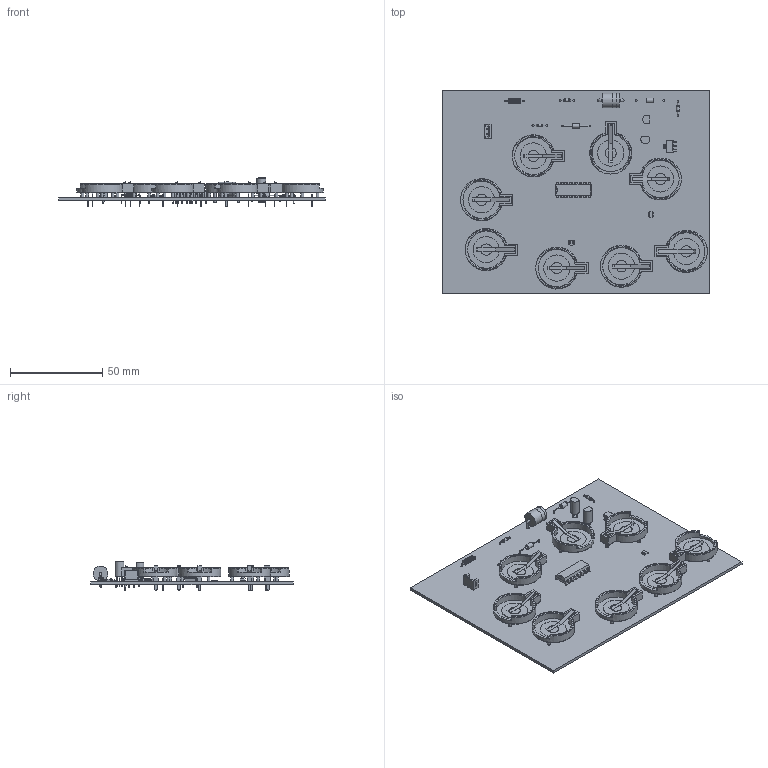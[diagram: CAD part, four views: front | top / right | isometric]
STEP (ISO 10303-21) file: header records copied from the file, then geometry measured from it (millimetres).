
FILE_DESCRIPTION(('KiCad electronic assembly'),'2;1');
FILE_NAME('step file.step','2024-07-13T13:10:11',('Pcbnew'),('Kicad'), 'Open CASCADE STEP processor 7.8','KiCad to STEP converter','Unknown' );
FILE_SCHEMA(('AUTOMOTIVE_DESIGN { 1 0 10303 214 1 1 1 1 }'));
Length unit declared in the file: millimetre
Products named in the file (26): step file 1; BatteryHolder_Keystone_103_1x20mm; Keystone_103; L_Axial_L6.6mm_D2.7mm_P10.16mm_Horizontal_Vishay_IM-2; R_Axial_DIN0204_L3.6mm_D1.6mm_P7.62mm_Horizontal; R_Axial_DIN0204_L36mm_D16mm_P762mm_Horizontal; SOT-23-6; SOT_23_6; TSOT-23-5; TSOT_23_5; C_Axial_L3.8mm_D2.6mm_P15.00mm_Horizontal; C_Axial_L38mm_D26mm_P1500mm_Horizontal; JST_EH_B2B-EH-A_1x02_P2.50mm_Vertical; JST_B2B_EH_A; TO-92L; TO-92L_Narrow; SOT-223; SOT_223; D_5KPW_P12.70mm_Horizontal; TO-92L_Inline; TO-92L_Inline_Narrow; DIP-16_W7.62mm; new design_PCB
Assembly tree (35 placements, depth 3):
  step file 1
    BatteryHolder_Keystone_103_1x20mm  x8
      Keystone_103
    L_Axial_L6.6mm_D2.7mm_P10.16mm_Horizontal_Vishay_IM-2
      L_Axial_L6.6mm_D2.7mm_P10.16mm_Horizontal_Vishay_IM-2
    R_Axial_DIN0204_L3.6mm_D1.6mm_P7.62mm_Horizontal  x3
      R_Axial_DIN0204_L36mm_D16mm_P762mm_Horizontal
    SOT-23-6
      SOT_23_6
    TSOT-23-5
      TSOT_23_5
    C_Axial_L3.8mm_D2.6mm_P15.00mm_Horizontal  x2
      C_Axial_L38mm_D26mm_P1500mm_Horizontal
    JST_EH_B2B-EH-A_1x02_P2.50mm_Vertical
      JST_B2B_EH_A
    TO-92L
      TO-92L_Narrow
    SOT-223
      SOT_223
    D_5KPW_P12.70mm_Horizontal
      D_5KPW_P12.70mm_Horizontal
    TO-92L_Inline
      TO-92L_Inline_Narrow
    DIP-16_W7.62mm
      DIP-16_W7.62mm
    new design_PCB
Bounding box: 144.42 x 109.97 x 15.65 mm (x, y, z)
Volume: 33285.3 mm3; surface area: 48592.2 mm2
Topology: 23 solids, 23 shells, 1478 faces, 3706 edges, 2374 vertices
Faces by surface type: plane 951, cylinder 319, bspline 103, torus 88, revolution 17
Full cylindrical faces by diameter (mm): 0.5 x24, 0.7 x6, 0.75 x6, 0.8 x22, 1 x2, 1.3 x4, 1.44 x3, 1.5 x16, 1.57 x24, 1.6 x8, 2.34 x4, 2.37 x10, 2.6 x2, 2.7 x2, 6.066 x8, 8 x2, 8.02 x1, 14.154 x8
Entity records: 36591 total; most frequent: CARTESIAN_POINT 7440, ORIENTED_EDGE 4750, DIRECTION 4432, EDGE_CURVE 2375, LINE 1817, VECTOR 1817, VERTEX_POINT 1501, AXIS2_PLACEMENT_3D 1300
